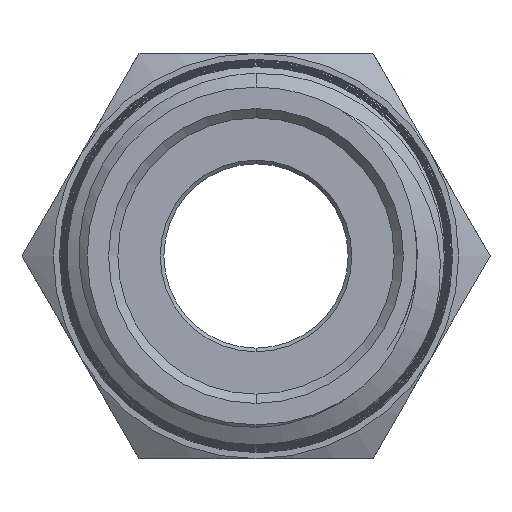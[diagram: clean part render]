
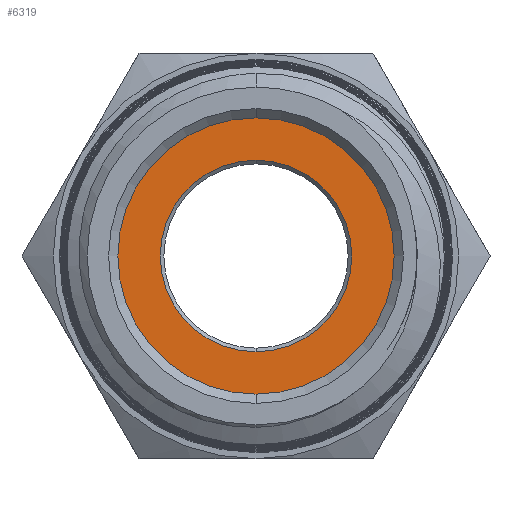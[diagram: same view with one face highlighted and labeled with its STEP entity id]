
A CAD part, front view. The second image highlights one B-rep face of the part: STEP entity #6319.
In plain terms, the highlighted planar face has unit normal (0, -1, 0).
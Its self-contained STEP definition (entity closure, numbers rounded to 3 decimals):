
#159 = AXIS2_PLACEMENT_3D ( 'NONE', #6086, #2704, #6707 ) ;
#210 = FACE_BOUND ( 'NONE', #2016, .T. ) ;
#292 = AXIS2_PLACEMENT_3D ( 'NONE', #955, #4800, #1532 ) ;
#467 = CARTESIAN_POINT ( 'NONE',  ( 0., 17.5, 5.2 ) ) ;
#504 = VERTEX_POINT ( 'NONE', #467 ) ;
#576 = PLANE ( 'NONE',  #6719 ) ;
#674 = AXIS2_PLACEMENT_3D ( 'NONE', #5985, #2626, #6623 ) ;
#955 = CARTESIAN_POINT ( 'NONE',  ( 0., 17.5, 0. ) ) ;
#1382 = ORIENTED_EDGE ( 'NONE', *, *, #6667, .T. ) ;
#1521 = CARTESIAN_POINT ( 'NONE',  ( 0., 17.5, -7.5 ) ) ;
#1532 = DIRECTION ( 'NONE',  ( 0., 0., -1. ) ) ;
#2016 = EDGE_LOOP ( 'NONE', ( #2668, #1382 ) ) ;
#2584 = VERTEX_POINT ( 'NONE', #1521 ) ;
#2626 = DIRECTION ( 'NONE',  ( 0., 1., 0. ) ) ;
#2668 = ORIENTED_EDGE ( 'NONE', *, *, #6674, .T. ) ;
#2704 = DIRECTION ( 'NONE',  ( 0., -1., 0. ) ) ;
#2789 = CARTESIAN_POINT ( 'NONE',  ( 0., 17.5, 0. ) ) ;
#2838 = ORIENTED_EDGE ( 'NONE', *, *, #3069, .T. ) ;
#2903 = VERTEX_POINT ( 'NONE', #4464 ) ;
#3069 = EDGE_CURVE ( 'NONE', #2584, #4465, #3868, .T. ) ;
#3221 = CIRCLE ( 'NONE', #674, 5.2 ) ;
#3344 = DIRECTION ( 'NONE',  ( 0., 0., -1. ) ) ;
#3605 = EDGE_LOOP ( 'NONE', ( #2838, #4285 ) ) ;
#3868 = CIRCLE ( 'NONE', #5149, 7.5 ) ;
#4285 = ORIENTED_EDGE ( 'NONE', *, *, #5779, .T. ) ;
#4436 = CIRCLE ( 'NONE', #159, 7.5 ) ;
#4464 = CARTESIAN_POINT ( 'NONE',  ( 0., 17.5, -5.2 ) ) ;
#4465 = VERTEX_POINT ( 'NONE', #6307 ) ;
#4800 = DIRECTION ( 'NONE',  ( 0., 1., 0. ) ) ;
#5149 = AXIS2_PLACEMENT_3D ( 'NONE', #7152, #7100, #7072 ) ;
#5779 = EDGE_CURVE ( 'NONE', #4465, #2584, #4436, .T. ) ;
#5983 = FACE_OUTER_BOUND ( 'NONE', #3605, .T. ) ;
#5985 = CARTESIAN_POINT ( 'NONE',  ( 0., 17.5, 0. ) ) ;
#6049 = CIRCLE ( 'NONE', #292, 5.2 ) ;
#6086 = CARTESIAN_POINT ( 'NONE',  ( 0., 17.5, 0. ) ) ;
#6307 = CARTESIAN_POINT ( 'NONE',  ( 0., 17.5, 7.5 ) ) ;
#6319 = ADVANCED_FACE ( 'NONE', ( #210, #5983 ), #576, .T. ) ;
#6623 = DIRECTION ( 'NONE',  ( 0., 0., -1. ) ) ;
#6667 = EDGE_CURVE ( 'NONE', #504, #2903, #6049, .T. ) ;
#6674 = EDGE_CURVE ( 'NONE', #2903, #504, #3221, .T. ) ;
#6707 = DIRECTION ( 'NONE',  ( 0., 0., -1. ) ) ;
#6719 = AXIS2_PLACEMENT_3D ( 'NONE', #2789, #6796, #3344 ) ;
#6796 = DIRECTION ( 'NONE',  ( 0., -1., 0. ) ) ;
#7072 = DIRECTION ( 'NONE',  ( 0., 0., -1. ) ) ;
#7100 = DIRECTION ( 'NONE',  ( 0., -1., 0. ) ) ;
#7152 = CARTESIAN_POINT ( 'NONE',  ( 0., 17.5, 0. ) ) ;
